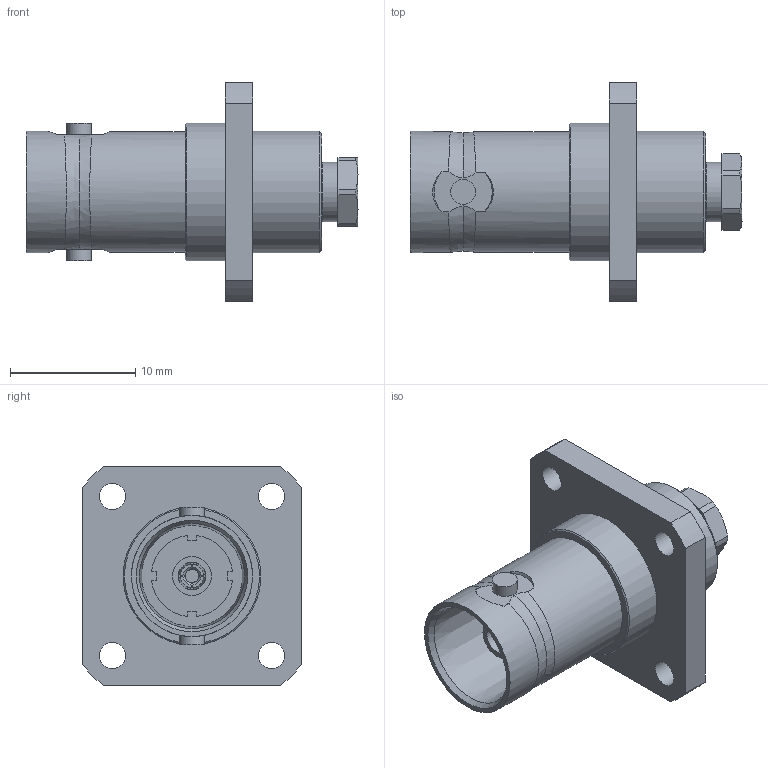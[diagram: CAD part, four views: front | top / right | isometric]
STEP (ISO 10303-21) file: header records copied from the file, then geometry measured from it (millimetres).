
FILE_DESCRIPTION (( 'STEP AP203' ), '1' );
FILE_NAME ('R142.202.000K.STEP', '2012-03-30T03:37:45', ( 'Radiall' ), ( 'Radiall' ), 'SwSTEP 2.0', 'SolidWorks 2011', '' );
FILE_SCHEMA (( 'CONFIG_CONTROL_DESIGN' ));
Length unit declared in the file: millimetre
Products named in the file (1): R142.202.000K
Bounding box: 26.5 x 17.5 x 17.5 mm (x, y, z)
Volume: 1849.7 mm3; surface area: 1963.7 mm2
Topology: 1 solids, 1 shells, 126 faces, 316 edges, 209 vertices
Faces by surface type: plane 59, cylinder 34, cone 29, bspline 4
Full cylindrical faces by diameter (mm): 1.4 x1, 1.7 x1, 1.98 x2, 2.05 x1, 2.1 x4, 2.12 x1, 2.22 x1, 2.95 x1, 3.1 x1, 3.81 x1, 4.73 x2, 9.6 x1, 9.67 x1, 9.7 x1, 11 x1
Entity records: 3853 total; most frequent: CARTESIAN_POINT 1013, DIRECTION 556, ORIENTED_EDGE 540, EDGE_CURVE 270, AXIS2_PLACEMENT_3D 229, VERTEX_POINT 194, EDGE_LOOP 182, FACE_OUTER_BOUND 146
